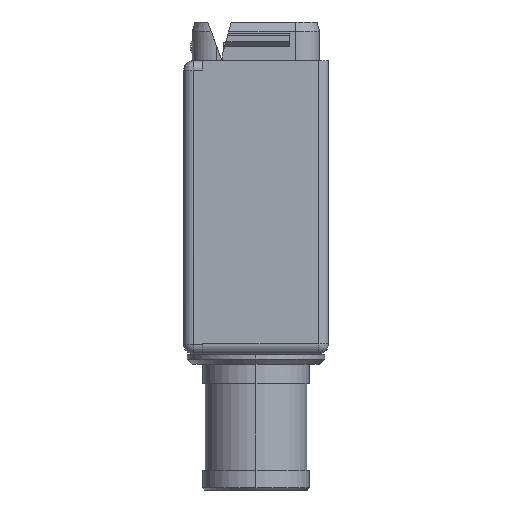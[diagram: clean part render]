
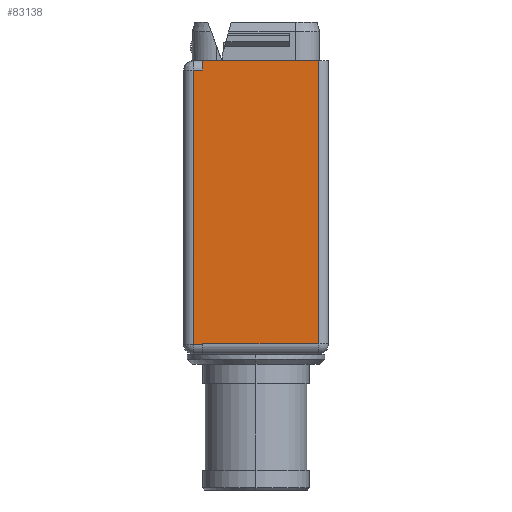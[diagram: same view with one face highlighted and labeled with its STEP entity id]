
A CAD part, left-side view. The second image highlights one B-rep face of the part: STEP entity #83138.
In plain terms, the highlighted planar face has unit normal (-1, 0, 0).
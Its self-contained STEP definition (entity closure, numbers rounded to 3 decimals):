
#9=DIRECTION('',(0.,1.,0.));
#10=VECTOR('',#9,11.93);
#11=CARTESIAN_POINT('',(-37.5,-11.93,0.));
#12=LINE('',#11,#10);
#822=DIRECTION('',(0.,0.,-1.));
#823=VECTOR('',#822,0.02);
#824=CARTESIAN_POINT('',(-37.5,0.,-29.25));
#825=LINE('',#824,#823);
#24644=DIRECTION('',(0.,0.,-1.));
#24645=VECTOR('',#24644,0.96);
#24646=CARTESIAN_POINT('',(-37.5,0.,0.));
#24647=LINE('',#24646,#24645);
#24653=DIRECTION('',(0.,1.,0.));
#24654=VECTOR('',#24653,0.93);
#24655=CARTESIAN_POINT('',(-37.5,0.,-0.96));
#24656=LINE('',#24655,#24654);
#24662=DIRECTION('',(0.,1.,0.));
#24663=VECTOR('',#24662,11.93);
#24664=CARTESIAN_POINT('',(-37.5,-11.93,-29.25));
#24665=LINE('',#24664,#24663);
#24675=DIRECTION('',(0.,0.,1.));
#24676=VECTOR('',#24675,29.25);
#24677=CARTESIAN_POINT('',(-37.5,-11.93,-29.25));
#24678=LINE('',#24677,#24676);
#26520=DIRECTION('',(0.,1.,0.));
#26521=VECTOR('',#26520,0.93);
#26522=CARTESIAN_POINT('',(-37.5,0.,-29.27));
#26523=LINE('',#26522,#26521);
#26547=DIRECTION('',(0.,0.,1.));
#26548=VECTOR('',#26547,28.31);
#26549=CARTESIAN_POINT('',(-37.5,0.93,-29.27));
#26550=LINE('',#26549,#26548);
#44057=CARTESIAN_POINT('',(-37.5,0.,0.));
#44058=VERTEX_POINT('',#44057);
#44129=CARTESIAN_POINT('',(-37.5,-11.93,-29.25));
#44130=CARTESIAN_POINT('',(-37.5,-11.93,0.));
#44131=VERTEX_POINT('',#44129);
#44132=VERTEX_POINT('',#44130);
#45633=CARTESIAN_POINT('',(-37.5,0.,-29.27));
#45634=CARTESIAN_POINT('',(-37.5,0.93,-29.27));
#45635=VERTEX_POINT('',#45633);
#45636=VERTEX_POINT('',#45634);
#45685=CARTESIAN_POINT('',(-37.5,0.93,-0.96));
#45687=VERTEX_POINT('',#45685);
#46392=CARTESIAN_POINT('',(-37.5,0.,-0.96));
#46393=VERTEX_POINT('',#46392);
#46486=CARTESIAN_POINT('',(-37.5,0.,-29.25));
#46487=VERTEX_POINT('',#46486);
#83118=CARTESIAN_POINT('',(-37.5,-12.98,0.));
#83119=DIRECTION('',(-1.,0.,0.));
#83120=DIRECTION('',(0.,1.,0.));
#83121=AXIS2_PLACEMENT_3D('',#83118,#83119,#83120);
#83122=PLANE('',#83121);
#83124=ORIENTED_EDGE('',*,*,#83123,.T.);
#83125=ORIENTED_EDGE('',*,*,#53738,.T.);
#83127=ORIENTED_EDGE('',*,*,#83126,.T.);
#83129=ORIENTED_EDGE('',*,*,#83128,.T.);
#83131=ORIENTED_EDGE('',*,*,#83130,.F.);
#83132=ORIENTED_EDGE('',*,*,#83111,.F.);
#83133=ORIENTED_EDGE('',*,*,#52912,.F.);
#83135=ORIENTED_EDGE('',*,*,#83134,.F.);
#83136=EDGE_LOOP('',(#83124,#83125,#83127,#83129,#83131,#83132,#83133,#83135));
#83137=FACE_OUTER_BOUND('',#83136,.F.);
#83138=ADVANCED_FACE('',(#83137),#83122,.T.);
#52912=EDGE_CURVE('',#44132,#44058,#12,.T.);
#53738=EDGE_CURVE('',#46487,#45635,#825,.T.);
#83111=EDGE_CURVE('',#44058,#46393,#24647,.T.);
#83123=EDGE_CURVE('',#44131,#46487,#24665,.T.);
#83126=EDGE_CURVE('',#45635,#45636,#26523,.T.);
#83128=EDGE_CURVE('',#45636,#45687,#26550,.T.);
#83130=EDGE_CURVE('',#46393,#45687,#24656,.T.);
#83134=EDGE_CURVE('',#44131,#44132,#24678,.T.);
